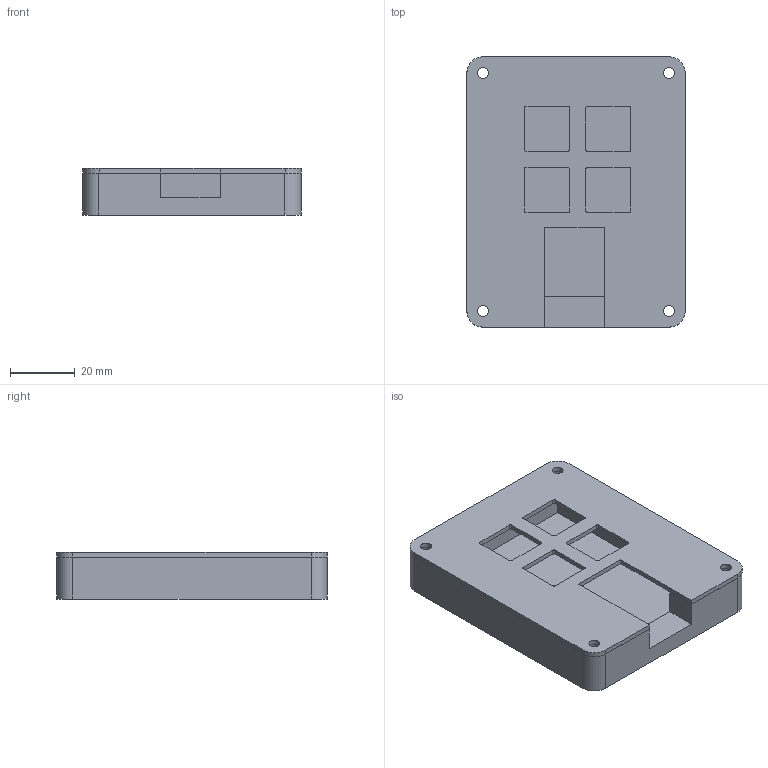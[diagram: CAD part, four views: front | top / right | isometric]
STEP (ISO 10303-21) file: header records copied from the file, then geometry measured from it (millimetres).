
FILE_DESCRIPTION(/* description */ (''),/* implementation_level */ '2;1');
FILE_NAME(/* name */ 'Derp''s Macropad.step',/* time_stamp */ '2025-12-05T16:03:38-05:00',/* author */ (''),/* organization */ (''),/* preprocessor_version */ 'ST-DEVELOPER v20.1',/* originating_system */ 'Autodesk Translation Framework v14.21.0.0',/* authorisation */ '');
FILE_SCHEMA (('AUTOMOTIVE_DESIGN { 1 0 10303 214 3 1 1 }'));
Length unit declared in the file: millimetre
Products named in the file (3): 2025-12-04-21-31-53-748; 2025-12-04-21-40-05-321; 2025-12-05-12-58-22-568
Assembly tree (1 placements, depth 2):
  2025-12-04-21-31-53-748
    2025-12-05-12-58-22-568
  2025-12-04-21-40-05-321
Bounding box: 67.66 x 83.77 x 14.7 mm (x, y, z)
Volume: 46229 mm3; surface area: 27283 mm2
Topology: 2 solids, 2 shells, 312 faces, 861 edges, 574 vertices
Faces by surface type: bspline 144, plane 132, cylinder 36
Full cylindrical faces by diameter (mm): 3.4 x8, 6 x4
Entity records: 11377 total; most frequent: CARTESIAN_POINT 4200, ORIENTED_EDGE 1722, DIRECTION 991, EDGE_CURVE 861, VERTEX_POINT 574, LINE 501, VECTOR 501, EDGE_LOOP 357
